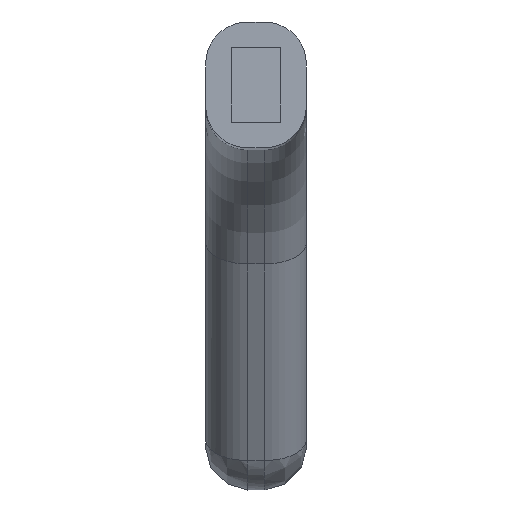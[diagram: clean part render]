
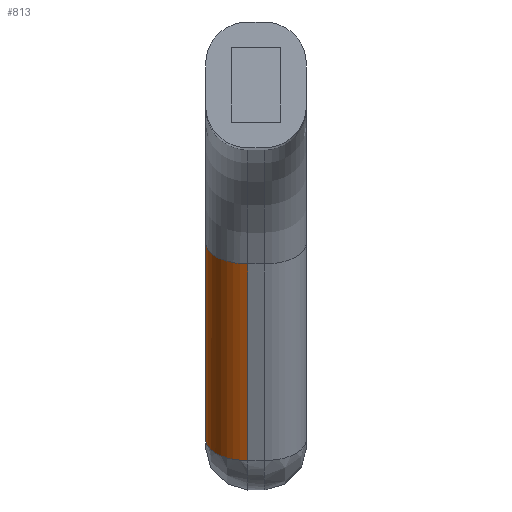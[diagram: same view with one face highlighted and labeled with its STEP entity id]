
A CAD part, top view. The second image highlights one B-rep face of the part: STEP entity #813.
In plain terms, the highlighted cylindrical face has radius 5 mm (diameter 10 mm), a partial arc.
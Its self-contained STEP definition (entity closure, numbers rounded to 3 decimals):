
#115=DIRECTION('',(0.,0.866,0.5));
#116=VECTOR('',#115,27.066);
#117=CARTESIAN_POINT('',(-6.,-42.,7.794));
#118=LINE('',#117,#116);
#135=CARTESIAN_POINT('',(-6.,-42.,7.794));
#242=CARTESIAN_POINT('',(-1.,-42.,7.794));
#243=DIRECTION('',(0.,0.866,0.5));
#244=DIRECTION('',(-1.,0.,0.));
#245=AXIS2_PLACEMENT_3D('',#242,#243,#244);
#247=CARTESIAN_POINT('',(-1.,-21.083,25.644));
#248=CARTESIAN_POINT('',(-1.436,-21.082,25.645));
#249=CARTESIAN_POINT('',(-2.309,-21.022,25.547));
#250=CARTESIAN_POINT('',(-3.529,-20.765,25.112));
#251=CARTESIAN_POINT('',(-4.576,-20.36,24.418));
#252=CARTESIAN_POINT('',(-5.38,-19.832,23.513));
#253=CARTESIAN_POINT('',(-5.885,-19.218,22.459));
#254=CARTESIAN_POINT('',(-6.,-18.78,21.704));
#255=CARTESIAN_POINT('',(-6.,-18.56,21.327));
#261=DIRECTION('',(0.,0.866,0.5));
#262=VECTOR('',#261,27.039);
#263=CARTESIAN_POINT('',(-1.,-44.5,12.124));
#264=LINE('',#263,#262);
#317=CARTESIAN_POINT('',(-1.,-44.5,12.124));
#415=VERTEX_POINT('',#135);
#416=VERTEX_POINT('',#317);
#417=CARTESIAN_POINT('',(-1.,-21.083,25.644));
#418=VERTEX_POINT('',#417);
#419=CARTESIAN_POINT('',(-6.,-18.56,21.327));
#420=VERTEX_POINT('',#419);
#800=CARTESIAN_POINT('',(-1.,-42.368,7.582));
#801=DIRECTION('',(0.,0.866,0.5));
#802=DIRECTION('',(-1.,0.,0.));
#803=AXIS2_PLACEMENT_3D('',#800,#801,#802);
#804=CYLINDRICAL_SURFACE('',#803,5.);
#806=ORIENTED_EDGE('',*,*,#805,.F.);
#807=ORIENTED_EDGE('',*,*,#792,.F.);
#808=ORIENTED_EDGE('',*,*,#585,.T.);
#810=ORIENTED_EDGE('',*,*,#809,.F.);
#811=EDGE_LOOP('',(#806,#807,#808,#810));
#812=FACE_OUTER_BOUND('',#811,.F.);
#813=ADVANCED_FACE('',(#812),#804,.T.);
#246=CIRCLE('',#245,5.);
#256=B_SPLINE_CURVE_WITH_KNOTS('',3,(#247,#248,#249,#250,#251,#252,#253,#254,
#255),.UNSPECIFIED.,.F.,.F.,(4,1,1,1,1,1,4),(0.,0.167,
0.333,0.5,0.667,0.833,1.),
.UNSPECIFIED.);
#585=EDGE_CURVE('',#415,#420,#118,.T.);
#792=EDGE_CURVE('',#415,#416,#246,.T.);
#805=EDGE_CURVE('',#416,#418,#264,.T.);
#809=EDGE_CURVE('',#418,#420,#256,.T.);
